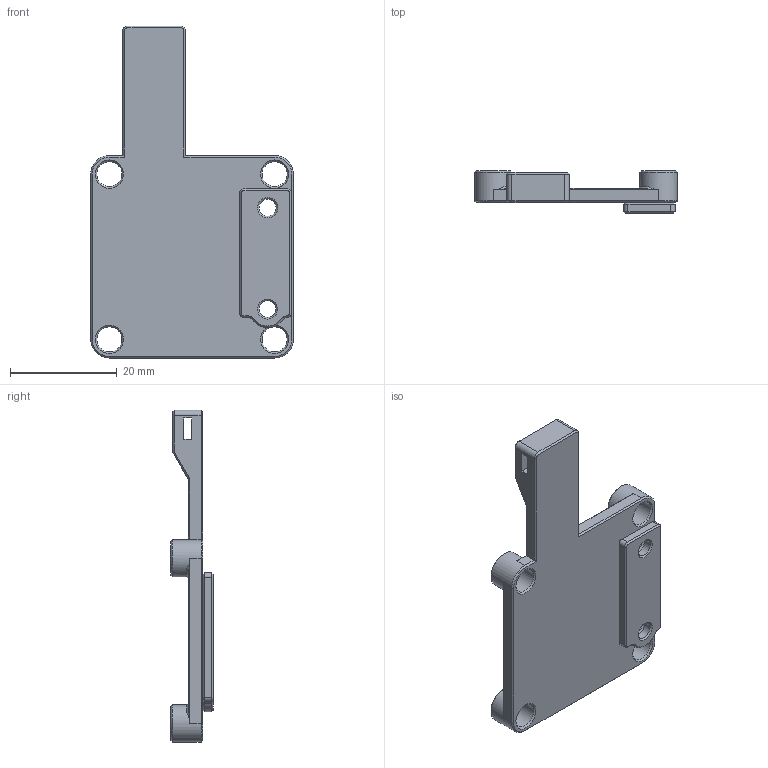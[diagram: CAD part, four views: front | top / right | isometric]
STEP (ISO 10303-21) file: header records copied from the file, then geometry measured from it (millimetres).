
FILE_DESCRIPTION(/* description */ (''),/* implementation_level */ '2;1');
FILE_NAME(/* name */ 'LGX Lite EBB42 side mount v12.step',/* time_stamp */ '2022-08-12T19:26:33+12:00',/* author */ (''),/* organization */ (''),/* preprocessor_version */ 'ST-DEVELOPER v19',/* originating_system */ 'Autodesk Translation Framework v11.7.0.108',/* authorisation */ '');
FILE_SCHEMA (('AUTOMOTIVE_DESIGN { 1 0 10303 214 3 1 1 }'));
Length unit declared in the file: millimetre
Products named in the file (1): LGX Lite EBB42 side mount
Bounding box: 38 x 8 x 62.29 mm (x, y, z)
Volume: 5325 mm3; surface area: 5230 mm2
Topology: 2 solids, 2 shells, 126 faces, 308 edges, 186 vertices
Faces by surface type: plane 59, cone 44, cylinder 23
Full cylindrical faces by diameter (mm): 3.15 x2, 3.2 x2, 4.7 x4, 6 x2, 7 x2
Entity records: 3734 total; most frequent: CARTESIAN_POINT 696, DIRECTION 647, ORIENTED_EDGE 616, EDGE_CURVE 308, AXIS2_PLACEMENT_3D 235, VERTEX_POINT 186, LINE 177, VECTOR 177
